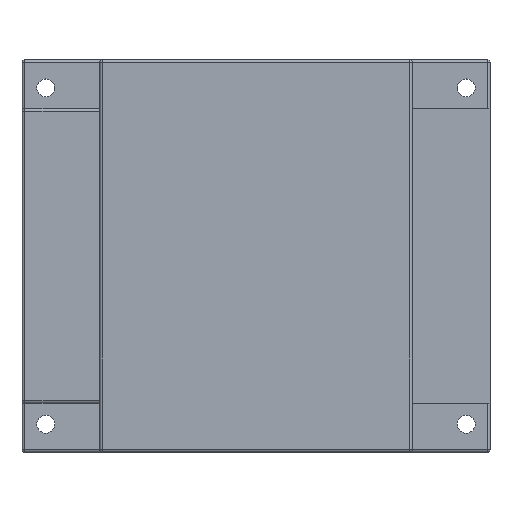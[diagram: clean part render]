
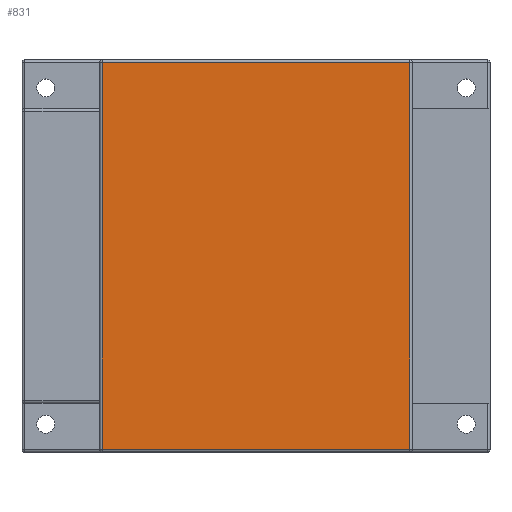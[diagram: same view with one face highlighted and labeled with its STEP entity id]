
A CAD part, top view. The second image highlights one B-rep face of the part: STEP entity #831.
In plain terms, the highlighted free-form (B-spline) face has degree [1, 1] with [2, 2] control points.
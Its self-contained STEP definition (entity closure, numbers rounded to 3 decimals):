
#342=CARTESIAN_POINT('',(27.4,34.5,39.0));
#343=VERTEX_POINT('',#342);
#368=CARTESIAN_POINT('',(27.4,-34.5,39.0));
#369=VERTEX_POINT('',#368);
#412=CARTESIAN_POINT('',(-27.4,34.5,39.0));
#413=VERTEX_POINT('',#412);
#438=CARTESIAN_POINT('',(-27.4,-34.5,39.0));
#439=VERTEX_POINT('',#438);
#479=CARTESIAN_POINT('',(-27.4,-34.5,39.0));
#480=DIRECTION('',(0.0,1.0,0.0));
#481=VECTOR('',#480,69.0);
#482=LINE('',#479,#481);
#483=EDGE_CURVE('',#439,#413,#482,.T.);
#501=CARTESIAN_POINT('',(27.4,-34.5,39.0));
#502=DIRECTION('',(-1.0,0.0,0.0));
#503=VECTOR('',#502,54.8);
#504=LINE('',#501,#503);
#505=EDGE_CURVE('',#369,#439,#504,.T.);
#555=CARTESIAN_POINT('',(-27.4,34.5,39.0));
#556=DIRECTION('',(1.0,0.0,0.0));
#557=VECTOR('',#556,54.8);
#558=LINE('',#555,#557);
#559=EDGE_CURVE('',#413,#343,#558,.T.);
#609=CARTESIAN_POINT('',(27.4,34.5,39.0));
#610=DIRECTION('',(0.0,-1.0,0.0));
#611=VECTOR('',#610,69.0);
#612=LINE('',#609,#611);
#613=EDGE_CURVE('',#343,#369,#612,.T.);
#820=CARTESIAN_POINT('',(-27.4,-34.5,39.0));
#821=CARTESIAN_POINT('',(27.4,-34.5,39.0));
#822=CARTESIAN_POINT('',(-27.4,34.5,39.0));
#823=CARTESIAN_POINT('',(27.4,34.5,39.0));
#824=B_SPLINE_SURFACE_WITH_KNOTS('',1,1,((#820,#822),(#821,#823)),.UNSPECIFIED.,.F.,.F.,.U.,(2,2),(2,2),(0.0,54.8),(0.0,69.0),.UNSPECIFIED.);
#825=ORIENTED_EDGE('',*,*,#483,.F.);
#826=ORIENTED_EDGE('',*,*,#505,.F.);
#827=ORIENTED_EDGE('',*,*,#613,.F.);
#828=ORIENTED_EDGE('',*,*,#559,.F.);
#829=EDGE_LOOP('',(#825,#826,#827,#828));
#830=FACE_OUTER_BOUND('',#829,.T.);
#831=ADVANCED_FACE('',(#830),#824,.T.);
